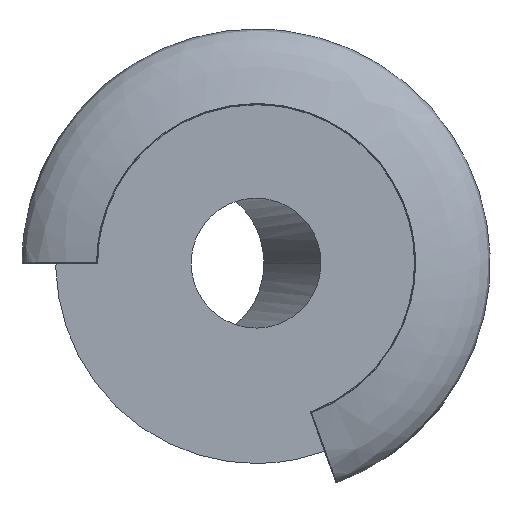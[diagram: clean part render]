
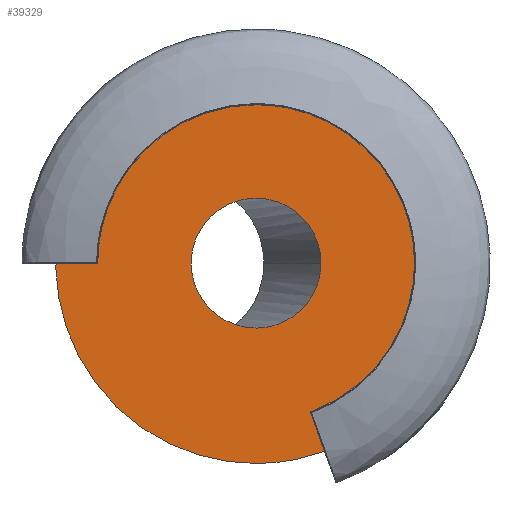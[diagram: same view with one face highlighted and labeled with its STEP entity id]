
A CAD part, left-side view. The second image highlights one B-rep face of the part: STEP entity #39329.
In plain terms, the highlighted free-form (B-spline) face has degree [1, 1] with [2, 2] control points.
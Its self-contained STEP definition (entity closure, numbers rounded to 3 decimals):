
#39184 = VERTEX_POINT('',#39185);
#39185 = CARTESIAN_POINT('',(6863.342,0.,862.539));
#39190 = EDGE_CURVE('',#39184,#39191,#39193,.T.);
#39191 = VERTEX_POINT('',#39192);
#39192 = CARTESIAN_POINT('',(6863.342,0.,
    -862.539));
#39193 = ( BOUNDED_CURVE() B_SPLINE_CURVE(2,(#39194,#39195,#39196,#39197
,#39198),.UNSPECIFIED.,.F.,.F.) B_SPLINE_CURVE_WITH_KNOTS((3,2,3),(
    3.142,4.712,6.283),
.PIECEWISE_BEZIER_KNOTS.) CURVE() GEOMETRIC_REPRESENTATION_ITEM() 
RATIONAL_B_SPLINE_CURVE((1.,0.707,1.,0.707,1.)) 
REPRESENTATION_ITEM('') );
#39194 = CARTESIAN_POINT('',(6863.342,0.,
    862.539));
#39195 = CARTESIAN_POINT('',(6863.342,-862.539,
    862.539));
#39196 = CARTESIAN_POINT('',(6863.342,-862.539,
    0.));
#39197 = CARTESIAN_POINT('',(6863.342,-862.539,
    -862.539));
#39198 = CARTESIAN_POINT('',(6863.342,0.,
    -862.539));
#39242 = VERTEX_POINT('',#39243);
#39243 = CARTESIAN_POINT('',(6863.342,0.,
    -2661.547));
#39248 = EDGE_CURVE('',#39242,#39249,#39251,.T.);
#39249 = VERTEX_POINT('',#39250);
#39250 = CARTESIAN_POINT('',(6863.342,0.,2661.547));
#39251 = ( BOUNDED_CURVE() B_SPLINE_CURVE(2,(#39252,#39253,#39254,#39255
,#39256),.UNSPECIFIED.,.F.,.F.) B_SPLINE_CURVE_WITH_KNOTS((3,2,3),(0.,
1.571,3.142),.PIECEWISE_BEZIER_KNOTS.) CURVE() 
GEOMETRIC_REPRESENTATION_ITEM() RATIONAL_B_SPLINE_CURVE((1.,
0.707,1.,0.707,1.)) REPRESENTATION_ITEM('') );
#39252 = CARTESIAN_POINT('',(6863.342,0.,-2661.547));
#39253 = CARTESIAN_POINT('',(6863.342,2661.547,
    -2661.547));
#39254 = CARTESIAN_POINT('',(6863.342,2661.547,
    0.));
#39255 = CARTESIAN_POINT('',(6863.342,2661.547,
    2661.547));
#39256 = CARTESIAN_POINT('',(6863.342,0.,
    2661.547));
#39329 = ADVANCED_FACE('',(#39330,#39341),#39352,.F.);
#39330 = FACE_BOUND('',#39331,.T.);
#39331 = EDGE_LOOP('',(#39332,#39340));
#39332 = ORIENTED_EDGE('',*,*,#39333,.F.);
#39333 = EDGE_CURVE('',#39249,#39242,#39334,.T.);
#39334 = ( BOUNDED_CURVE() B_SPLINE_CURVE(2,(#39335,#39336,#39337,#39338
,#39339),.UNSPECIFIED.,.F.,.F.) B_SPLINE_CURVE_WITH_KNOTS((3,2,3),(
    3.142,4.712,6.283),
.PIECEWISE_BEZIER_KNOTS.) CURVE() GEOMETRIC_REPRESENTATION_ITEM() 
RATIONAL_B_SPLINE_CURVE((1.,0.707,1.,0.707,1.)) 
REPRESENTATION_ITEM('') );
#39335 = CARTESIAN_POINT('',(6863.342,0.,
    2661.547));
#39336 = CARTESIAN_POINT('',(6863.342,-2661.547,
    2661.547));
#39337 = CARTESIAN_POINT('',(6863.342,-2661.547,
    0.));
#39338 = CARTESIAN_POINT('',(6863.342,-2661.547,
    -2661.547));
#39339 = CARTESIAN_POINT('',(6863.342,0.,
    -2661.547));
#39340 = ORIENTED_EDGE('',*,*,#39248,.F.);
#39341 = FACE_BOUND('',#39342,.T.);
#39342 = EDGE_LOOP('',(#39343,#39344));
#39343 = ORIENTED_EDGE('',*,*,#39190,.T.);
#39344 = ORIENTED_EDGE('',*,*,#39345,.T.);
#39345 = EDGE_CURVE('',#39191,#39184,#39346,.T.);
#39346 = ( BOUNDED_CURVE() B_SPLINE_CURVE(2,(#39347,#39348,#39349,#39350
,#39351),.UNSPECIFIED.,.F.,.F.) B_SPLINE_CURVE_WITH_KNOTS((3,2,3),(0.,
1.571,3.142),.PIECEWISE_BEZIER_KNOTS.) CURVE() 
GEOMETRIC_REPRESENTATION_ITEM() RATIONAL_B_SPLINE_CURVE((1.,
0.707,1.,0.707,1.)) REPRESENTATION_ITEM('') );
#39347 = CARTESIAN_POINT('',(6863.342,0.,-862.539));
#39348 = CARTESIAN_POINT('',(6863.342,862.539,
    -862.539));
#39349 = CARTESIAN_POINT('',(6863.342,862.539,
    0.));
#39350 = CARTESIAN_POINT('',(6863.342,862.539,
    862.539));
#39351 = CARTESIAN_POINT('',(6863.342,0.,
    862.539));
#39352 = B_SPLINE_SURFACE_WITH_KNOTS('',1,1,(
    (#39353,#39354)
    ,(#39355,#39356
    )),.UNSPECIFIED.,.F.,.F.,.F.,(2,2),(2,2),(-2700.,2700.),(
    -2700.,2700.),.PIECEWISE_BEZIER_KNOTS.);
#39353 = CARTESIAN_POINT('',(6863.342,-2661.547,
    2661.547));
#39354 = CARTESIAN_POINT('',(6863.342,2661.547,
    2661.547));
#39355 = CARTESIAN_POINT('',(6863.342,-2661.547,
    -2661.547));
#39356 = CARTESIAN_POINT('',(6863.342,2661.547,
    -2661.547));
